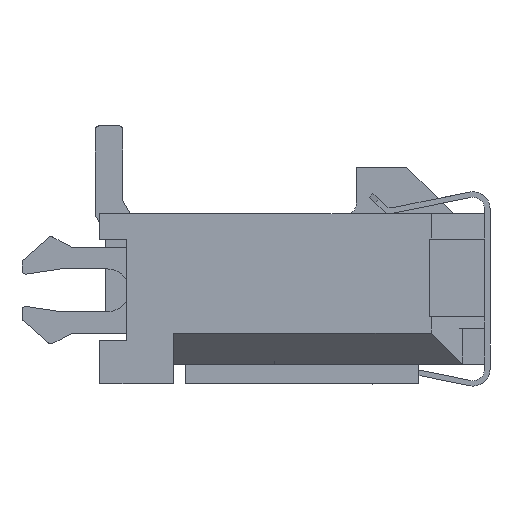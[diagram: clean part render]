
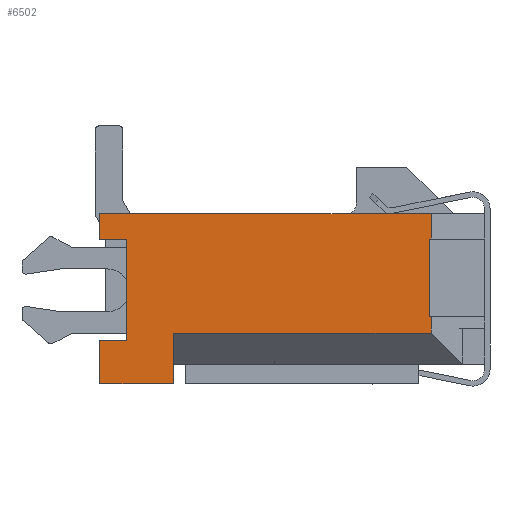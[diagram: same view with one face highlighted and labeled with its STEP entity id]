
A CAD part, left-side view. The second image highlights one B-rep face of the part: STEP entity #6502.
In plain terms, the highlighted planar face has unit normal (-1, 0, 0).
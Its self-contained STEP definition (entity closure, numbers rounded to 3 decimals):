
#744=ORIENTED_EDGE('',*,*,#2555,.T.);
#745=ORIENTED_EDGE('',*,*,#2556,.T.);
#746=ORIENTED_EDGE('',*,*,#2557,.F.);
#747=ORIENTED_EDGE('',*,*,#2558,.T.);
#748=ORIENTED_EDGE('',*,*,#2559,.F.);
#749=ORIENTED_EDGE('',*,*,#2560,.F.);
#750=ORIENTED_EDGE('',*,*,#2561,.F.);
#751=ORIENTED_EDGE('',*,*,#2562,.T.);
#752=ORIENTED_EDGE('',*,*,#2563,.F.);
#753=ORIENTED_EDGE('',*,*,#2235,.T.);
#754=ORIENTED_EDGE('',*,*,#2564,.T.);
#755=ORIENTED_EDGE('',*,*,#2565,.T.);
#756=ORIENTED_EDGE('',*,*,#2566,.T.);
#757=ORIENTED_EDGE('',*,*,#2567,.T.);
#2235=EDGE_CURVE('',#3186,#3185,#3814,.T.);
#2555=EDGE_CURVE('',#3422,#3423,#4134,.T.);
#2556=EDGE_CURVE('',#3423,#3424,#4135,.T.);
#2557=EDGE_CURVE('',#3425,#3424,#4136,.T.);
#2558=EDGE_CURVE('',#3425,#3426,#4137,.T.);
#2559=EDGE_CURVE('',#3427,#3426,#4138,.T.);
#2560=EDGE_CURVE('',#3428,#3427,#4139,.T.);
#2561=EDGE_CURVE('',#3429,#3428,#4140,.T.);
#2562=EDGE_CURVE('',#3429,#3430,#4141,.T.);
#2563=EDGE_CURVE('',#3186,#3430,#4142,.T.);
#2564=EDGE_CURVE('',#3185,#3431,#4143,.T.);
#2565=EDGE_CURVE('',#3431,#3432,#4144,.T.);
#2566=EDGE_CURVE('',#3432,#3433,#4145,.T.);
#2567=EDGE_CURVE('',#3433,#3422,#4146,.T.);
#3185=VERTEX_POINT('',#9251);
#3186=VERTEX_POINT('',#9253);
#3422=VERTEX_POINT('',#9870);
#3423=VERTEX_POINT('',#9871);
#3424=VERTEX_POINT('',#9873);
#3425=VERTEX_POINT('',#9875);
#3426=VERTEX_POINT('',#9877);
#3427=VERTEX_POINT('',#9879);
#3428=VERTEX_POINT('',#9881);
#3429=VERTEX_POINT('',#9883);
#3430=VERTEX_POINT('',#9885);
#3431=VERTEX_POINT('',#9888);
#3432=VERTEX_POINT('',#9890);
#3433=VERTEX_POINT('',#9892);
#3814=LINE('',#9252,#4687);
#4134=LINE('',#9869,#5007);
#4135=LINE('',#9872,#5008);
#4136=LINE('',#9874,#5009);
#4137=LINE('',#9876,#5010);
#4138=LINE('',#9878,#5011);
#4139=LINE('',#9880,#5012);
#4140=LINE('',#9882,#5013);
#4141=LINE('',#9884,#5014);
#4142=LINE('',#9886,#5015);
#4143=LINE('',#9887,#5016);
#4144=LINE('',#9889,#5017);
#4145=LINE('',#9891,#5018);
#4146=LINE('',#9893,#5019);
#4687=VECTOR('',#7410,1000.);
#5007=VECTOR('',#7852,1000.);
#5008=VECTOR('',#7853,1000.);
#5009=VECTOR('',#7854,1000.);
#5010=VECTOR('',#7855,1000.);
#5011=VECTOR('',#7856,1000.);
#5012=VECTOR('',#7857,1000.);
#5013=VECTOR('',#7858,1000.);
#5014=VECTOR('',#7859,1000.);
#5015=VECTOR('',#7860,1000.);
#5016=VECTOR('',#7861,1000.);
#5017=VECTOR('',#7862,1000.);
#5018=VECTOR('',#7863,1000.);
#5019=VECTOR('',#7864,1000.);
#5517=EDGE_LOOP('',(#744,#745,#746,#747,#748,#749,#750,#751,#752,#753,#754,
#755,#756,#757));
#5870=FACE_BOUND('',#5517,.T.);
#6208=PLANE('',#6887);
#6502=ADVANCED_FACE('',(#5870),#6208,.T.);
#6887=AXIS2_PLACEMENT_3D('',#9868,#7850,#7851);
#7410=DIRECTION('',(0.,1.,0.));
#7850=DIRECTION('',(-1.,0.,0.));
#7851=DIRECTION('',(0.,0.,1.));
#7852=DIRECTION('',(0.,0.,-1.));
#7853=DIRECTION('',(0.,-1.,0.));
#7854=DIRECTION('',(0.,0.,-1.));
#7855=DIRECTION('',(0.,-1.,0.));
#7856=DIRECTION('',(0.,0.,-1.));
#7857=DIRECTION('',(0.,-1.,0.));
#7858=DIRECTION('',(0.,0.,-1.));
#7859=DIRECTION('',(0.,-1.,0.));
#7860=DIRECTION('',(0.,0.,-1.));
#7861=DIRECTION('',(0.,0.,-1.));
#7862=DIRECTION('',(0.,-1.,0.));
#7863=DIRECTION('',(0.,0.,-1.));
#7864=DIRECTION('',(0.,1.,0.));
#9251=CARTESIAN_POINT('',(-10.825,4.95,2.185));
#9252=CARTESIAN_POINT('',(-10.825,-4.95,2.185));
#9253=CARTESIAN_POINT('',(-10.825,-3.575,2.185));
#9868=CARTESIAN_POINT('',(-10.825,0.,0.));
#9869=CARTESIAN_POINT('',(-10.825,4.95,2.185));
#9870=CARTESIAN_POINT('',(-10.825,4.95,-1.085));
#9871=CARTESIAN_POINT('',(-10.825,4.95,-2.185));
#9872=CARTESIAN_POINT('',(-10.825,4.95,-2.185));
#9873=CARTESIAN_POINT('',(-10.825,3.05,-2.185));
#9874=CARTESIAN_POINT('',(-10.825,3.05,-1.685));
#9875=CARTESIAN_POINT('',(-10.825,3.05,-0.885));
#9876=CARTESIAN_POINT('',(-10.825,0.,-0.885));
#9877=CARTESIAN_POINT('',(-10.825,-3.575,-0.885));
#9878=CARTESIAN_POINT('',(-10.825,-3.575,0.));
#9879=CARTESIAN_POINT('',(-10.825,-3.575,-0.465));
#9880=CARTESIAN_POINT('',(-10.825,-3.536,-0.465));
#9881=CARTESIAN_POINT('',(-10.825,-3.536,-0.465));
#9882=CARTESIAN_POINT('',(-10.825,-3.536,1.535));
#9883=CARTESIAN_POINT('',(-10.825,-3.536,1.535));
#9884=CARTESIAN_POINT('',(-10.825,-3.536,1.535));
#9885=CARTESIAN_POINT('',(-10.825,-3.575,1.535));
#9886=CARTESIAN_POINT('',(-10.825,-3.575,0.));
#9887=CARTESIAN_POINT('',(-10.825,4.95,2.185));
#9888=CARTESIAN_POINT('',(-10.825,4.95,1.515));
#9889=CARTESIAN_POINT('',(-10.825,0.,1.515));
#9890=CARTESIAN_POINT('',(-10.825,4.25,1.515));
#9891=CARTESIAN_POINT('',(-10.825,4.25,0.));
#9892=CARTESIAN_POINT('',(-10.825,4.25,-1.085));
#9893=CARTESIAN_POINT('',(-10.825,0.,-1.085));
